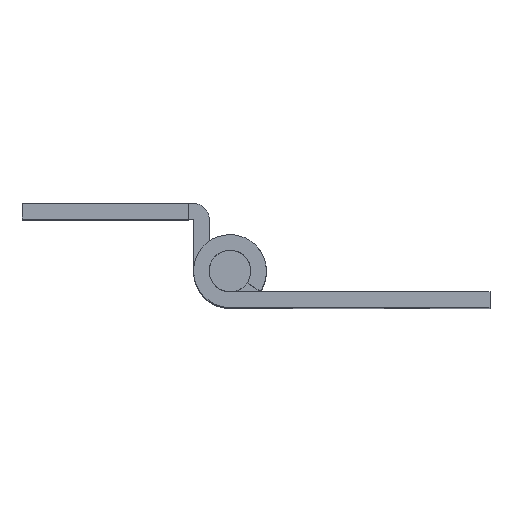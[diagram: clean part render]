
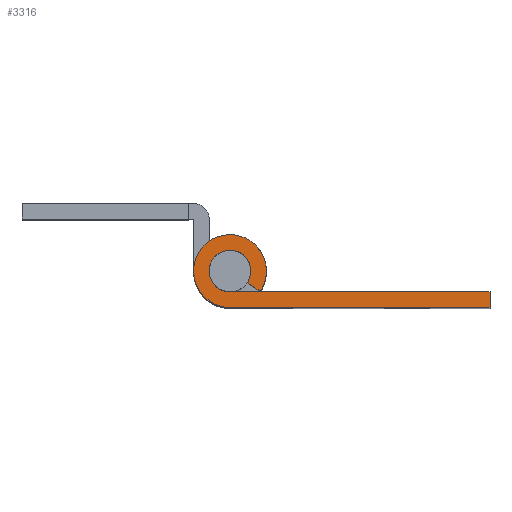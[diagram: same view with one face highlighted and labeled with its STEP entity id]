
A CAD part, top view. The second image highlights one B-rep face of the part: STEP entity #3316.
In plain terms, the highlighted free-form (B-spline) face has degree [1, 1] with [2, 2] control points.
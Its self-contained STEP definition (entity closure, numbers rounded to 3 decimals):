
#3200=CARTESIAN_POINT('',(-4.923,-3.85,60.));
#3201=CARTESIAN_POINT('',(26.424,-3.85,60.));
#3202=CARTESIAN_POINT('',(-4.923,3.847,60.));
#3203=CARTESIAN_POINT('',(26.424,3.847,60.));
#3204=B_SPLINE_SURFACE_WITH_KNOTS('',1,1,((#3200,#3202),(#3201,#3203)),.UNSPECIFIED.,.F.,.F.,.U.,(2,2),(2,2),(0.0,31.346),(0.0,7.696),.UNSPECIFIED.);
#3205=CARTESIAN_POINT('',(25.0,-3.5,60.));
#3206=VERTEX_POINT('',#3205);
#3207=CARTESIAN_POINT('',(25.0,-2.0,60.));
#3208=VERTEX_POINT('',#3207);
#3209=CARTESIAN_POINT('',(25.0,-3.5,60.));
#3210=CARTESIAN_POINT('',(25.0,-2.0,60.));
#3211=QUASI_UNIFORM_CURVE('',1,(#3209,#3210),.UNSPECIFIED.,.F.,.U.);
#3212=EDGE_CURVE('',#3206,#3208,#3211,.T.);
#3213=ORIENTED_EDGE('',*,*,#3212,.T.);
#3214=CARTESIAN_POINT('',(0.0,-2.0,60.));
#3215=VERTEX_POINT('',#3214);
#3216=CARTESIAN_POINT('',(25.0,-2.0,60.));
#3217=CARTESIAN_POINT('',(0.0,-2.0,60.));
#3218=QUASI_UNIFORM_CURVE('',1,(#3216,#3217),.UNSPECIFIED.,.F.,.U.);
#3219=EDGE_CURVE('',#3208,#3215,#3218,.T.);
#3220=ORIENTED_EDGE('',*,*,#3219,.T.);
#3221=CARTESIAN_POINT('',(-0.941,1.765,60.));
#3222=VERTEX_POINT('',#3221);
#3223=CARTESIAN_POINT('',(0.0,-2.0,60.));
#3224=CARTESIAN_POINT('',(-0.207,-2.,60.));
#3225=CARTESIAN_POINT('',(-0.539,-1.948,60.));
#3226=CARTESIAN_POINT('',(-0.947,-1.774,60.));
#3227=CARTESIAN_POINT('',(-1.318,-1.531,60.));
#3228=CARTESIAN_POINT('',(-1.643,-1.184,60.));
#3229=CARTESIAN_POINT('',(-1.875,-0.74,60.));
#3230=CARTESIAN_POINT('',(-1.992,-0.312,60.));
#3231=CARTESIAN_POINT('',(-2.012,0.105,60.));
#3232=CARTESIAN_POINT('',(-1.941,0.543,60.));
#3233=CARTESIAN_POINT('',(-1.757,1.009,60.));
#3234=CARTESIAN_POINT('',(-1.416,1.452,60.));
#3235=CARTESIAN_POINT('',(-1.1,1.68,60.));
#3236=CARTESIAN_POINT('',(-0.941,1.765,60.));
#3237=B_SPLINE_CURVE_WITH_KNOTS('',3,(#3223,#3224,#3225,#3226,#3227,#3228,#3229,#3230,#3231,#3232,#3233,#3234,#3235,#3236),.UNSPECIFIED.,.F.,.U.,(4,1,1,1,1,1,1,1,1,1,1,4),(0.,0.621,0.994,1.326,1.947,2.403,2.817,3.273,3.646,4.143,4.765,5.303),.UNSPECIFIED.);
#3238=EDGE_CURVE('',#3215,#3222,#3237,.T.);
#3239=ORIENTED_EDGE('',*,*,#3238,.T.);
#3240=CARTESIAN_POINT('',(1.661,-1.114,60.));
#3241=VERTEX_POINT('',#3240);
#3242=CARTESIAN_POINT('',(-0.941,1.765,60.));
#3243=CARTESIAN_POINT('',(-0.734,1.875,60.));
#3244=CARTESIAN_POINT('',(-0.32,2.009,60.));
#3245=CARTESIAN_POINT('',(0.308,2.005,60.));
#3246=CARTESIAN_POINT('',(0.828,1.845,60.));
#3247=CARTESIAN_POINT('',(1.218,1.603,60.));
#3248=CARTESIAN_POINT('',(1.511,1.328,60.));
#3249=CARTESIAN_POINT('',(1.773,0.97,60.));
#3250=CARTESIAN_POINT('',(1.961,0.503,60.));
#3251=CARTESIAN_POINT('',(2.016,0.019,60.));
#3252=CARTESIAN_POINT('',(1.958,-0.532,60.));
#3253=CARTESIAN_POINT('',(1.807,-0.896,60.));
#3254=CARTESIAN_POINT('',(1.661,-1.114,60.));
#3255=B_SPLINE_CURVE_WITH_KNOTS('',3,(#3242,#3243,#3244,#3245,#3246,#3247,#3248,#3249,#3250,#3251,#3252,#3253,#3254),.UNSPECIFIED.,.F.,.U.,(4,1,1,1,1,1,1,1,1,1,4),(0.,0.704,1.284,1.865,2.32,2.652,3.066,3.646,4.143,4.516,5.303),.UNSPECIFIED.);
#3256=EDGE_CURVE('',#3222,#3241,#3255,.T.);
#3257=ORIENTED_EDGE('',*,*,#3256,.T.);
#3258=CARTESIAN_POINT('',(2.906,-1.95,60.));
#3259=VERTEX_POINT('',#3258);
#3260=CARTESIAN_POINT('',(1.661,-1.114,60.));
#3261=CARTESIAN_POINT('',(2.906,-1.95,60.));
#3262=QUASI_UNIFORM_CURVE('',1,(#3260,#3261),.UNSPECIFIED.,.F.,.U.);
#3263=EDGE_CURVE('',#3241,#3259,#3262,.T.);
#3264=ORIENTED_EDGE('',*,*,#3263,.T.);
#3265=CARTESIAN_POINT('',(-1.647,3.088,60.));
#3266=VERTEX_POINT('',#3265);
#3267=CARTESIAN_POINT('',(-1.647,3.088,60.));
#3268=CARTESIAN_POINT('',(-1.476,3.179,60.));
#3269=CARTESIAN_POINT('',(-1.098,3.343,60.));
#3270=CARTESIAN_POINT('',(-0.554,3.47,60.));
#3271=CARTESIAN_POINT('',(0.001,3.512,60.));
#3272=CARTESIAN_POINT('',(0.545,3.475,60.));
#3273=CARTESIAN_POINT('',(1.241,3.304,60.));
#3274=CARTESIAN_POINT('',(1.939,2.956,60.));
#3275=CARTESIAN_POINT('',(2.549,2.435,60.));
#3276=CARTESIAN_POINT('',(2.95,1.916,60.));
#3277=CARTESIAN_POINT('',(3.216,1.412,60.));
#3278=CARTESIAN_POINT('',(3.386,0.933,60.));
#3279=CARTESIAN_POINT('',(3.502,0.35,60.));
#3280=CARTESIAN_POINT('',(3.513,-0.367,60.));
#3281=CARTESIAN_POINT('',(3.331,-1.187,60.));
#3282=CARTESIAN_POINT('',(3.068,-1.709,60.));
#3283=CARTESIAN_POINT('',(2.906,-1.95,60.));
#3284=B_SPLINE_CURVE_WITH_KNOTS('',3,(#3267,#3268,#3269,#3270,#3271,#3272,#3273,#3274,#3275,#3276,#3277,#3278,#3279,#3280,#3281,#3282,#3283),.UNSPECIFIED.,.F.,.U.,(4,1,1,1,1,1,1,1,1,1,1,1,1,1,4),(0.,0.58,1.233,1.668,2.248,2.864,3.807,4.568,5.257,5.764,6.272,6.779,7.541,8.411,9.281),.UNSPECIFIED.);
#3285=EDGE_CURVE('',#3266,#3259,#3284,.T.);
#3286=ORIENTED_EDGE('',*,*,#3285,.F.);
#3287=CARTESIAN_POINT('',(0.,-3.5,60.));
#3288=VERTEX_POINT('',#3287);
#3289=CARTESIAN_POINT('',(0.,-3.5,60.));
#3290=CARTESIAN_POINT('',(-0.193,-3.5,60.));
#3291=CARTESIAN_POINT('',(-0.604,-3.466,60.));
#3292=CARTESIAN_POINT('',(-1.226,-3.301,60.));
#3293=CARTESIAN_POINT('',(-1.915,-2.968,60.));
#3294=CARTESIAN_POINT('',(-2.491,-2.498,60.));
#3295=CARTESIAN_POINT('',(-2.883,-2.004,60.));
#3296=CARTESIAN_POINT('',(-3.16,-1.535,60.));
#3297=CARTESIAN_POINT('',(-3.411,-0.916,60.));
#3298=CARTESIAN_POINT('',(-3.516,-0.229,60.));
#3299=CARTESIAN_POINT('',(-3.488,0.4,60.));
#3300=CARTESIAN_POINT('',(-3.393,0.924,60.));
#3301=CARTESIAN_POINT('',(-3.191,1.484,60.));
#3302=CARTESIAN_POINT('',(-2.819,2.124,60.));
#3303=CARTESIAN_POINT('',(-2.304,2.677,60.));
#3304=CARTESIAN_POINT('',(-1.85,2.98,60.));
#3305=CARTESIAN_POINT('',(-1.647,3.088,60.));
#3306=B_SPLINE_CURVE_WITH_KNOTS('',3,(#3289,#3290,#3291,#3292,#3293,#3294,#3295,#3296,#3297,#3298,#3299,#3300,#3301,#3302,#3303,#3304,#3305),.UNSPECIFIED.,.F.,.U.,(4,1,1,1,1,1,1,1,1,1,1,1,1,1,4),(0.,0.58,1.233,1.921,2.864,3.444,3.807,4.495,5.438,5.873,6.381,7.033,7.649,8.592,9.281),.UNSPECIFIED.);
#3307=EDGE_CURVE('',#3288,#3266,#3306,.T.);
#3308=ORIENTED_EDGE('',*,*,#3307,.F.);
#3309=CARTESIAN_POINT('',(0.,-3.5,60.));
#3310=CARTESIAN_POINT('',(25.0,-3.5,60.));
#3311=QUASI_UNIFORM_CURVE('',1,(#3309,#3310),.UNSPECIFIED.,.F.,.U.);
#3312=EDGE_CURVE('',#3288,#3206,#3311,.T.);
#3313=ORIENTED_EDGE('',*,*,#3312,.T.);
#3314=EDGE_LOOP('',(#3213,#3220,#3239,#3257,#3264,#3286,#3308,#3313));
#3315=FACE_OUTER_BOUND('',#3314,.T.);
#3316=ADVANCED_FACE('',(#3315),#3204,.T.);
